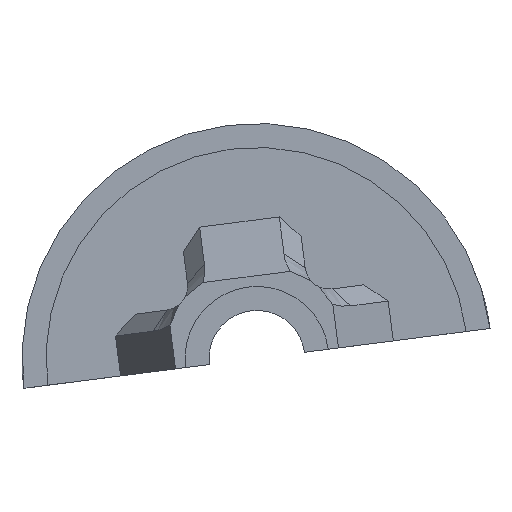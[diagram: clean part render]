
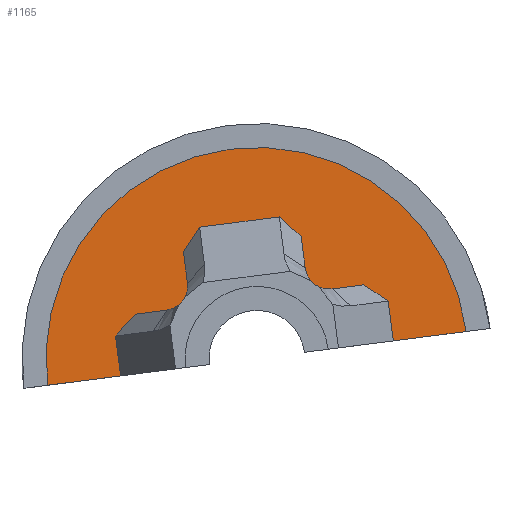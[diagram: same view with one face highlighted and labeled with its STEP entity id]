
A CAD part, left-side view. The second image highlights one B-rep face of the part: STEP entity #1165.
In plain terms, the highlighted planar face has unit normal (-1, 0, 0).
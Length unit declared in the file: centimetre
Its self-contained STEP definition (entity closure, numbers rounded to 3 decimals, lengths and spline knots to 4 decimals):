
#12 = CARTESIAN_POINT ( 'NONE',  ( -6.9402, 90.6911, -1.0635 ) ) ;
#23 = VERTEX_POINT ( 'NONE', #177 ) ;
#31 = DIRECTION ( 'NONE',  ( 0., 0., -1. ) ) ;
#43 = DIRECTION ( 'NONE',  ( 0., 0., -1. ) ) ;
#46 = ORIENTED_EDGE ( 'NONE', *, *, #1778, .F. ) ;
#56 = LINE ( 'NONE', #1753, #1054 ) ;
#58 = DIRECTION ( 'NONE',  ( 0., 0.655, 0.756 ) ) ;
#61 = EDGE_CURVE ( 'NONE', #825, #71, #325, .T. ) ;
#71 = VERTEX_POINT ( 'NONE', #1606 ) ;
#86 = LINE ( 'NONE', #1463, #299 ) ;
#93 = VERTEX_POINT ( 'NONE', #228 ) ;
#114 = CARTESIAN_POINT ( 'NONE',  ( -6.9402, 90.6911, 0. ) ) ;
#133 = DIRECTION ( 'NONE',  ( 0., -1., 0. ) ) ;
#146 = CARTESIAN_POINT ( 'NONE',  ( -6.9402, 90.1931, -1.5715 ) ) ;
#158 = CARTESIAN_POINT ( 'NONE',  ( -6.9402, 87.05, 0. ) ) ;
#162 = CARTESIAN_POINT ( 'NONE',  ( -6.9402, 90.6911, 1.0635 ) ) ;
#177 = CARTESIAN_POINT ( 'NONE',  ( -6.9402, 88.6215, -3.0545 ) ) ;
#184 = CARTESIAN_POINT ( 'NONE',  ( -6.9402, 89.1368, 2.4096 ) ) ;
#188 = DIRECTION ( 'NONE',  ( 0., -0.655, 0.756 ) ) ;
#205 = DIRECTION ( 'NONE',  ( 0., 1., 0. ) ) ;
#210 = CIRCLE ( 'NONE', #845, 5.588 ) ;
#228 = CARTESIAN_POINT ( 'NONE',  ( -6.9402, 89.2565, 1.5715 ) ) ;
#236 = DIRECTION ( 'NONE',  ( 0., 0., 1. ) ) ;
#272 = VECTOR ( 'NONE', #492, 100. ) ;
#284 = CARTESIAN_POINT ( 'NONE',  ( -6.9402, 87.05, 0. ) ) ;
#299 = VECTOR ( 'NONE', #58, 100. ) ;
#312 = EDGE_CURVE ( 'NONE', #71, #348, #1076, .T. ) ;
#321 = LINE ( 'NONE', #1286, #711 ) ;
#323 = ORIENTED_EDGE ( 'NONE', *, *, #1430, .T. ) ;
#325 = LINE ( 'NONE', #871, #1141 ) ;
#328 = EDGE_CURVE ( 'NONE', #681, #1625, #210, .T. ) ;
#334 = LINE ( 'NONE', #184, #1025 ) ;
#348 = VERTEX_POINT ( 'NONE', #1444 ) ;
#370 = EDGE_CURVE ( 'NONE', #1308, #1804, #334, .T. ) ;
#377 = CARTESIAN_POINT ( 'NONE',  ( -6.9402, 90.1045, -1.5715 ) ) ;
#386 = VECTOR ( 'NONE', #236, 100. ) ;
#393 = ORIENTED_EDGE ( 'NONE', *, *, #436, .F. ) ;
#394 = EDGE_CURVE ( 'NONE', #453, #23, #321, .T. ) ;
#408 = EDGE_CURVE ( 'NONE', #1708, #681, #1123, .T. ) ;
#409 = ORIENTED_EDGE ( 'NONE', *, *, #370, .T. ) ;
#413 = LINE ( 'NONE', #146, #684 ) ;
#436 = EDGE_CURVE ( 'NONE', #1625, #348, #1705, .T. ) ;
#451 = CIRCLE ( 'NONE', #1028, 0.635 ) ;
#453 = VERTEX_POINT ( 'NONE', #461 ) ;
#461 = CARTESIAN_POINT ( 'NONE',  ( -6.9402, 88.6215, -2.2065 ) ) ;
#492 = DIRECTION ( 'NONE',  ( 0., 0.756, 0.655 ) ) ;
#540 = CARTESIAN_POINT ( 'NONE',  ( -6.9402, 87.05, 0. ) ) ;
#546 = LINE ( 'NONE', #1331, #1117 ) ;
#566 = AXIS2_PLACEMENT_3D ( 'NONE', #540, #983, #1264 ) ;
#577 = CARTESIAN_POINT ( 'NONE',  ( -6.9402, 89.2565, -2.2065 ) ) ;
#586 = DIRECTION ( 'NONE',  ( 0., 0., -1. ) ) ;
#600 = VERTEX_POINT ( 'NONE', #1471 ) ;
#602 = ORIENTED_EDGE ( 'NONE', *, *, #1722, .T. ) ;
#608 = VERTEX_POINT ( 'NONE', #377 ) ;
#649 = EDGE_CURVE ( 'NONE', #600, #23, #86, .T. ) ;
#660 = EDGE_CURVE ( 'NONE', #1215, #825, #1170, .T. ) ;
#664 = DIRECTION ( 'NONE',  ( -1., 0., 0. ) ) ;
#675 = FACE_OUTER_BOUND ( 'NONE', #1446, .T. ) ;
#677 = DIRECTION ( 'NONE',  ( 0., 0., 1. ) ) ;
#681 = VERTEX_POINT ( 'NONE', #1489 ) ;
#684 = VECTOR ( 'NONE', #705, 100. ) ;
#705 = DIRECTION ( 'NONE',  ( 0., -1., 0. ) ) ;
#711 = VECTOR ( 'NONE', #31, 100. ) ;
#727 = DIRECTION ( 'NONE',  ( -1., 0., 0. ) ) ;
#731 = ORIENTED_EDGE ( 'NONE', *, *, #1416, .T. ) ;
#750 = DIRECTION ( 'NONE',  ( 0., -0.756, 0.655 ) ) ;
#769 = ORIENTED_EDGE ( 'NONE', *, *, #312, .T. ) ;
#771 = CARTESIAN_POINT ( 'NONE',  ( -6.9402, 88.6215, 3.1431 ) ) ;
#781 = ORIENTED_EDGE ( 'NONE', *, *, #888, .T. ) ;
#805 = LINE ( 'NONE', #114, #1239 ) ;
#825 = VERTEX_POINT ( 'NONE', #1385 ) ;
#837 = CARTESIAN_POINT ( 'NONE',  ( -6.9402, 88.6215, 2.2065 ) ) ;
#841 = CARTESIAN_POINT ( 'NONE',  ( -6.9402, 90.1045, 1.5715 ) ) ;
#845 = AXIS2_PLACEMENT_3D ( 'NONE', #284, #1270, #586 ) ;
#871 = CARTESIAN_POINT ( 'NONE',  ( -6.9402, 89.4596, 2.0868 ) ) ;
#877 = AXIS2_PLACEMENT_3D ( 'NONE', #1772, #664, #1100 ) ;
#888 = EDGE_CURVE ( 'NONE', #922, #1308, #805, .T. ) ;
#903 = VECTOR ( 'NONE', #1389, 100. ) ;
#922 = VERTEX_POINT ( 'NONE', #12 ) ;
#939 = ORIENTED_EDGE ( 'NONE', *, *, #660, .T. ) ;
#951 = DIRECTION ( 'NONE',  ( 0., 0., -1. ) ) ;
#983 = DIRECTION ( 'NONE',  ( 1., 0., 0. ) ) ;
#995 = ORIENTED_EDGE ( 'NONE', *, *, #1442, .T. ) ;
#1011 = CARTESIAN_POINT ( 'NONE',  ( -6.9402, 87.05, 0. ) ) ;
#1025 = VECTOR ( 'NONE', #750, 100. ) ;
#1028 = AXIS2_PLACEMENT_3D ( 'NONE', #577, #727, #951 ) ;
#1033 = CARTESIAN_POINT ( 'NONE',  ( -6.9402, 89.2565, -1.5715 ) ) ;
#1054 = VECTOR ( 'NONE', #205, 100. ) ;
#1076 = LINE ( 'NONE', #1529, #903 ) ;
#1100 = DIRECTION ( 'NONE',  ( 0., 0., -1. ) ) ;
#1114 = CARTESIAN_POINT ( 'NONE',  ( -6.9402, 87.05, -3.6411 ) ) ;
#1117 = VECTOR ( 'NONE', #133, 100. ) ;
#1123 = LINE ( 'NONE', #1011, #1447 ) ;
#1130 = DIRECTION ( 'NONE',  ( 0., 0., -1. ) ) ;
#1140 = ORIENTED_EDGE ( 'NONE', *, *, #408, .F. ) ;
#1141 = VECTOR ( 'NONE', #188, 100. ) ;
#1165 = ADVANCED_FACE ( 'NONE', ( #675 ), #1233, .F. ) ;
#1170 = LINE ( 'NONE', #771, #386 ) ;
#1212 = CARTESIAN_POINT ( 'NONE',  ( -6.9402, 89.1368, -2.4096 ) ) ;
#1215 = VERTEX_POINT ( 'NONE', #837 ) ;
#1224 = ORIENTED_EDGE ( 'NONE', *, *, #1556, .T. ) ;
#1233 = PLANE ( 'NONE',  #566 ) ;
#1239 = VECTOR ( 'NONE', #677, 100. ) ;
#1264 = DIRECTION ( 'NONE',  ( 0., -1., 0. ) ) ;
#1270 = DIRECTION ( 'NONE',  ( 1., 0., 0. ) ) ;
#1280 = ORIENTED_EDGE ( 'NONE', *, *, #394, .F. ) ;
#1286 = CARTESIAN_POINT ( 'NONE',  ( -6.9402, 88.6215, -3.1431 ) ) ;
#1308 = VERTEX_POINT ( 'NONE', #162 ) ;
#1331 = CARTESIAN_POINT ( 'NONE',  ( -6.9402, 90.1931, 1.5715 ) ) ;
#1384 = VECTOR ( 'NONE', #1130, 100. ) ;
#1385 = CARTESIAN_POINT ( 'NONE',  ( -6.9402, 88.6215, 3.0545 ) ) ;
#1389 = DIRECTION ( 'NONE',  ( 0., -1., 0. ) ) ;
#1416 = EDGE_CURVE ( 'NONE', #1708, #600, #56, .T. ) ;
#1430 = EDGE_CURVE ( 'NONE', #608, #922, #1485, .T. ) ;
#1442 = EDGE_CURVE ( 'NONE', #93, #1215, #1678, .T. ) ;
#1444 = CARTESIAN_POINT ( 'NONE',  ( -6.9402, 87.05, 3.6411 ) ) ;
#1446 = EDGE_LOOP ( 'NONE', ( #393, #1767, #1140, #731, #1780, #1280, #602, #46, #323, #781, #409, #1224, #995, #939, #1717, #769 ) ) ;
#1447 = VECTOR ( 'NONE', #43, 100. ) ;
#1463 = CARTESIAN_POINT ( 'NONE',  ( -6.9402, 89.4596, -2.0868 ) ) ;
#1471 = CARTESIAN_POINT ( 'NONE',  ( -6.9402, 88.1135, -3.6411 ) ) ;
#1485 = LINE ( 'NONE', #1212, #272 ) ;
#1489 = CARTESIAN_POINT ( 'NONE',  ( -6.9402, 87.05, -5.588 ) ) ;
#1529 = CARTESIAN_POINT ( 'NONE',  ( -6.9402, 87.05, 3.6411 ) ) ;
#1556 = EDGE_CURVE ( 'NONE', #1804, #93, #546, .T. ) ;
#1564 = CARTESIAN_POINT ( 'NONE',  ( -6.9402, 87.05, 5.588 ) ) ;
#1587 = VERTEX_POINT ( 'NONE', #1033 ) ;
#1606 = CARTESIAN_POINT ( 'NONE',  ( -6.9402, 88.1135, 3.6411 ) ) ;
#1625 = VERTEX_POINT ( 'NONE', #1564 ) ;
#1678 = CIRCLE ( 'NONE', #877, 0.635 ) ;
#1705 = LINE ( 'NONE', #158, #1384 ) ;
#1708 = VERTEX_POINT ( 'NONE', #1114 ) ;
#1717 = ORIENTED_EDGE ( 'NONE', *, *, #61, .T. ) ;
#1722 = EDGE_CURVE ( 'NONE', #453, #1587, #451, .T. ) ;
#1753 = CARTESIAN_POINT ( 'NONE',  ( -6.9402, 87.05, -3.6411 ) ) ;
#1767 = ORIENTED_EDGE ( 'NONE', *, *, #328, .F. ) ;
#1772 = CARTESIAN_POINT ( 'NONE',  ( -6.9402, 89.2565, 2.2065 ) ) ;
#1778 = EDGE_CURVE ( 'NONE', #608, #1587, #413, .T. ) ;
#1780 = ORIENTED_EDGE ( 'NONE', *, *, #649, .T. ) ;
#1804 = VERTEX_POINT ( 'NONE', #841 ) ;
